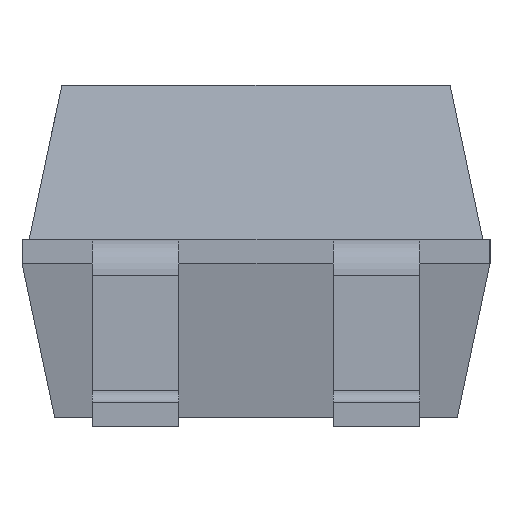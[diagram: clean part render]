
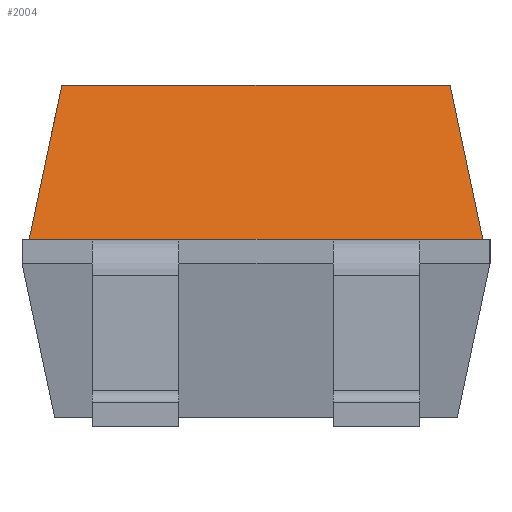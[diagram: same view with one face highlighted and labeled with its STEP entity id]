
A CAD part, left-side view. The second image highlights one B-rep face of the part: STEP entity #2004.
In plain terms, the highlighted free-form (B-spline) face has degree [1, 1] with [2, 2] control points.
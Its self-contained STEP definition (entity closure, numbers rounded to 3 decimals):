
#1052 = VERTEX_POINT('',#1053);
#1053 = CARTESIAN_POINT('',(-4.125,2.39,1.977));
#1076 = VERTEX_POINT('',#1077);
#1077 = CARTESIAN_POINT('',(-4.125,1.727,1.977));
#1083 = EDGE_CURVE('',#1052,#1076,#1084,.T.);
#1084 = LINE('',#1085,#1086);
#1085 = CARTESIAN_POINT('',(-4.125,2.39,1.977));
#1086 = VECTOR('',#1087,1.);
#1087 = DIRECTION('',(0.,-1.,0.));
#1282 = VERTEX_POINT('',#1283);
#1283 = CARTESIAN_POINT('',(-4.125,-1.727,1.977));
#1291 = VERTEX_POINT('',#1292);
#1292 = CARTESIAN_POINT('',(-4.125,-2.39,1.977));
#1297 = EDGE_CURVE('',#1282,#1291,#1298,.T.);
#1298 = LINE('',#1299,#1300);
#1299 = CARTESIAN_POINT('',(-4.125,2.39,1.977));
#1300 = VECTOR('',#1301,1.);
#1301 = DIRECTION('',(0.,-1.,0.));
#1530 = VERTEX_POINT('',#1531);
#1531 = CARTESIAN_POINT('',(-4.125,0.813,1.977));
#1539 = VERTEX_POINT('',#1540);
#1540 = CARTESIAN_POINT('',(-4.125,-0.813,1.977));
#1546 = EDGE_CURVE('',#1530,#1539,#1547,.T.);
#1547 = LINE('',#1548,#1549);
#1548 = CARTESIAN_POINT('',(-4.125,2.39,1.977));
#1549 = VECTOR('',#1550,1.);
#1550 = DIRECTION('',(0.,-1.,0.));
#1952 = EDGE_CURVE('',#1052,#1953,#1955,.T.);
#1953 = VERTEX_POINT('',#1954);
#1954 = CARTESIAN_POINT('',(-3.78,2.045,3.6));
#1955 = B_SPLINE_CURVE_WITH_KNOTS('',1,(#1956,#1957),.UNSPECIFIED.,.F.,
.F.,(2,2),(0.,1.),.PIECEWISE_BEZIER_KNOTS.);
#1956 = CARTESIAN_POINT('',(-4.125,2.39,1.977));
#1957 = CARTESIAN_POINT('',(-3.78,2.045,3.6));
#2004 = ADVANCED_FACE('',(#2005),#2036,.T.);
#2005 = FACE_BOUND('',#2006,.T.);
#2006 = EDGE_LOOP('',(#2007,#2008,#2014,#2015,#2021,#2022,#2029,#2035));
#2007 = ORIENTED_EDGE('',*,*,#1083,.T.);
#2008 = ORIENTED_EDGE('',*,*,#2009,.T.);
#2009 = EDGE_CURVE('',#1076,#1530,#2010,.T.);
#2010 = LINE('',#2011,#2012);
#2011 = CARTESIAN_POINT('',(-4.125,2.39,1.977));
#2012 = VECTOR('',#2013,1.);
#2013 = DIRECTION('',(0.,-1.,0.));
#2014 = ORIENTED_EDGE('',*,*,#1546,.T.);
#2015 = ORIENTED_EDGE('',*,*,#2016,.T.);
#2016 = EDGE_CURVE('',#1539,#1282,#2017,.T.);
#2017 = LINE('',#2018,#2019);
#2018 = CARTESIAN_POINT('',(-4.125,2.39,1.977));
#2019 = VECTOR('',#2020,1.);
#2020 = DIRECTION('',(0.,-1.,0.));
#2021 = ORIENTED_EDGE('',*,*,#1297,.T.);
#2022 = ORIENTED_EDGE('',*,*,#2023,.T.);
#2023 = EDGE_CURVE('',#1291,#2024,#2026,.T.);
#2024 = VERTEX_POINT('',#2025);
#2025 = CARTESIAN_POINT('',(-3.78,-2.045,3.6));
#2026 = B_SPLINE_CURVE_WITH_KNOTS('',1,(#2027,#2028),.UNSPECIFIED.,.F.,
.F.,(2,2),(0.,1.),.PIECEWISE_BEZIER_KNOTS.);
#2027 = CARTESIAN_POINT('',(-4.125,-2.39,1.977));
#2028 = CARTESIAN_POINT('',(-3.78,-2.045,3.6));
#2029 = ORIENTED_EDGE('',*,*,#2030,.F.);
#2030 = EDGE_CURVE('',#1953,#2024,#2031,.T.);
#2031 = LINE('',#2032,#2033);
#2032 = CARTESIAN_POINT('',(-3.78,2.045,3.6));
#2033 = VECTOR('',#2034,1.);
#2034 = DIRECTION('',(0.,-1.,0.));
#2035 = ORIENTED_EDGE('',*,*,#1952,.F.);
#2036 = B_SPLINE_SURFACE_WITH_KNOTS('',1,1,(
(#2037,#2038)
,(#2039,#2040
)),.UNSPECIFIED.,.F.,.F.,.F.,(2,2),(2,2),(0.,4.78),(0.,1.),
.PIECEWISE_BEZIER_KNOTS.);
#2037 = CARTESIAN_POINT('',(-4.125,2.39,1.977));
#2038 = CARTESIAN_POINT('',(-3.78,2.045,3.6));
#2039 = CARTESIAN_POINT('',(-4.125,-2.39,1.977));
#2040 = CARTESIAN_POINT('',(-3.78,-2.045,3.6));
